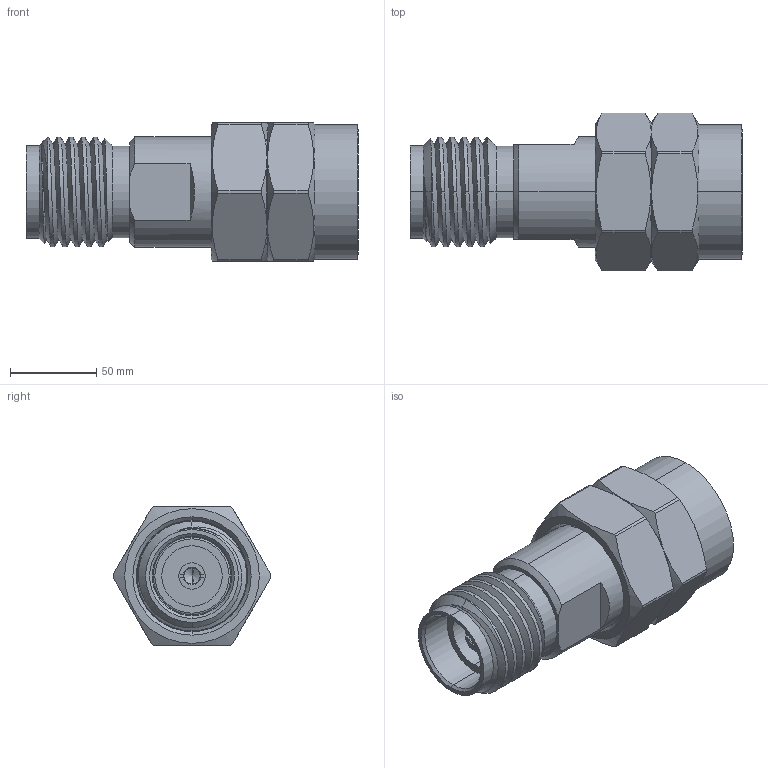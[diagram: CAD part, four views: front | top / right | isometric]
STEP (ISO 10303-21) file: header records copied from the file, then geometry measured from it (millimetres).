
FILE_DESCRIPTION (( 'STEP AP214' ), '1' );
FILE_NAME ('3.5-2.4-KJ.STEP', '2023-11-28T15:13:19', ( '' ), ( '' ), 'SwSTEP 2.0', 'SolidWorks 2016', '' );
FILE_SCHEMA (( 'AUTOMOTIVE_DESIGN' ));
Length unit declared in the file: millimetre
Products named in the file (1): 3.5-2.4-KJ
Bounding box: 192.3 x 91.45 x 80 mm (x, y, z)
Volume: 549878.7 mm3; surface area: 92158.1 mm2
Topology: 1 solids, 1 shells, 157 faces, 392 edges, 248 vertices
Faces by surface type: cylinder 59, cone 47, plane 39, torus 8, sphere 2, bspline 2
Entity records: 6574 total; most frequent: CARTESIAN_POINT 2882, ORIENTED_EDGE 780, DIRECTION 769, EDGE_CURVE 390, AXIS2_PLACEMENT_3D 320, VERTEX_POINT 248, EDGE_LOOP 170, CIRCLE 164
